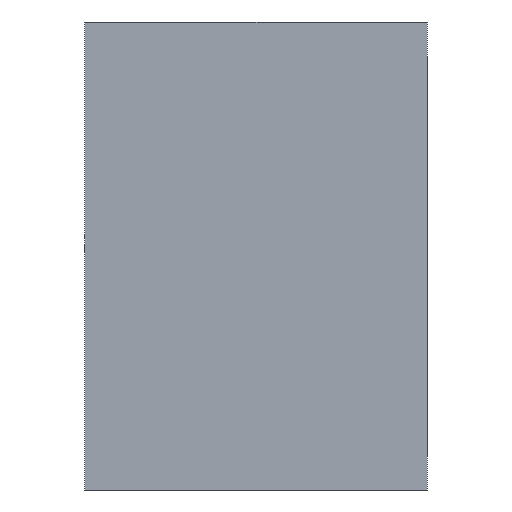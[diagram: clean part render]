
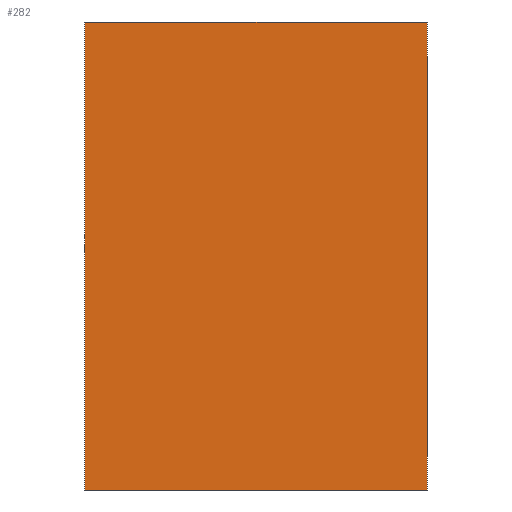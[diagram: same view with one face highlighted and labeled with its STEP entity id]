
A CAD part, left-side view. The second image highlights one B-rep face of the part: STEP entity #282.
In plain terms, the highlighted planar face has unit normal (-1, 0, 0).
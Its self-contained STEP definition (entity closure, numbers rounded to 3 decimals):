
#28=FACE_OUTER_BOUND('',#45,.T.);
#45=EDGE_LOOP('',(#231,#232,#233,#234));
#58=LINE('',#411,#94);
#79=LINE('',#456,#115);
#80=LINE('',#457,#116);
#81=LINE('',#458,#117);
#94=VECTOR('',#336,10.);
#115=VECTOR('',#377,10.);
#116=VECTOR('',#378,10.);
#117=VECTOR('',#379,10.);
#127=VERTEX_POINT('',#404);
#130=VERTEX_POINT('',#409);
#143=VERTEX_POINT('',#454);
#144=VERTEX_POINT('',#455);
#154=EDGE_CURVE('',#130,#127,#58,.T.);
#175=EDGE_CURVE('',#143,#144,#79,.T.);
#176=EDGE_CURVE('',#143,#127,#80,.T.);
#177=EDGE_CURVE('',#144,#130,#81,.T.);
#231=ORIENTED_EDGE('',*,*,#175,.F.);
#232=ORIENTED_EDGE('',*,*,#176,.T.);
#233=ORIENTED_EDGE('',*,*,#154,.F.);
#234=ORIENTED_EDGE('',*,*,#177,.F.);
#266=PLANE('',#318);
#282=ADVANCED_FACE('',(#28),#266,.T.);
#318=AXIS2_PLACEMENT_3D('',#453,#375,#376);
#336=DIRECTION('',(0.,0.,1.));
#375=DIRECTION('center_axis',(-1.,0.,0.));
#376=DIRECTION('ref_axis',(0.,0.,1.));
#377=DIRECTION('',(0.,0.,-1.));
#378=DIRECTION('',(0.,1.,0.));
#379=DIRECTION('',(0.,1.,0.));
#404=CARTESIAN_POINT('',(-10.25,15.,10.25));
#409=CARTESIAN_POINT('',(-10.25,15.,-10.25));
#411=CARTESIAN_POINT('',(-10.25,15.,10.25));
#453=CARTESIAN_POINT('Origin',(-10.25,0.,-10.25));
#454=CARTESIAN_POINT('',(-10.25,0.,10.25));
#455=CARTESIAN_POINT('',(-10.25,0.,-10.25));
#456=CARTESIAN_POINT('',(-10.25,0.,10.25));
#457=CARTESIAN_POINT('',(-10.25,0.,10.25));
#458=CARTESIAN_POINT('',(-10.25,0.,-10.25));
